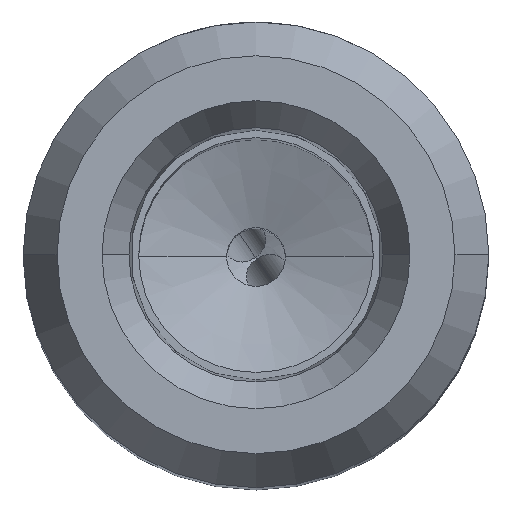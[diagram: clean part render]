
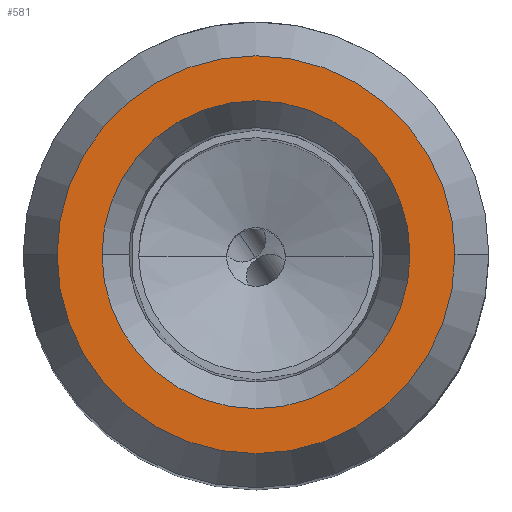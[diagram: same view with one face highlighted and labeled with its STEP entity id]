
A CAD part, top view. The second image highlights one B-rep face of the part: STEP entity #581.
In plain terms, the highlighted planar face has unit normal (0, 0, 1).
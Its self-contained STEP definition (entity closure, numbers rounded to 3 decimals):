
#108=PLANE('',#4090);
#149=FACE_BOUND('',#1047,.T.);
#150=FACE_BOUND('',#1048,.T.);
#581=ADVANCED_FACE('',(#149,#150),#108,.T.);
#1047=EDGE_LOOP('',(#1503,#1504));
#1048=EDGE_LOOP('',(#1505,#1506));
#1261=CIRCLE('',#4084,5.25);
#1262=CIRCLE('',#4086,5.25);
#1263=CIRCLE('',#4088,6.783);
#1264=CIRCLE('',#4089,6.783);
#1503=ORIENTED_EDGE('',*,*,#3109,.T.);
#1504=ORIENTED_EDGE('',*,*,#3110,.T.);
#1505=ORIENTED_EDGE('',*,*,#3111,.T.);
#1506=ORIENTED_EDGE('',*,*,#3112,.T.);
#2657=VERTEX_POINT('',#5409);
#2658=VERTEX_POINT('',#5411);
#2659=VERTEX_POINT('',#5417);
#2660=VERTEX_POINT('',#5418);
#3109=EDGE_CURVE('',#2657,#2658,#1261,.T.);
#3110=EDGE_CURVE('',#2658,#2657,#1262,.T.);
#3111=EDGE_CURVE('',#2659,#2660,#1263,.T.);
#3112=EDGE_CURVE('',#2660,#2659,#1264,.T.);
#4084=AXIS2_PLACEMENT_3D('',#5412,#4521,#4522);
#4086=AXIS2_PLACEMENT_3D('',#5414,#4525,#4526);
#4088=AXIS2_PLACEMENT_3D('',#5416,#4529,#4530);
#4089=AXIS2_PLACEMENT_3D('',#5419,#4531,#4532);
#4090=AXIS2_PLACEMENT_3D('',#5420,#4533,#4534);
#4521=DIRECTION('',(0.,0.,-1.));
#4522=DIRECTION('',(-1.,0.,0.));
#4525=DIRECTION('',(0.,0.,-1.));
#4526=DIRECTION('',(1.,0.,0.));
#4529=DIRECTION('',(0.,0.,1.));
#4530=DIRECTION('',(-1.,0.,0.));
#4531=DIRECTION('',(0.,0.,1.));
#4532=DIRECTION('',(1.,0.,0.));
#4533=DIRECTION('',(0.,0.,1.));
#4534=DIRECTION('',(-1.,0.,0.));
#5409=CARTESIAN_POINT('',(-5.25,0.,24.5));
#5411=CARTESIAN_POINT('',(5.25,0.,24.5));
#5412=CARTESIAN_POINT('',(0.,0.,24.5));
#5414=CARTESIAN_POINT('',(0.,0.,24.5));
#5416=CARTESIAN_POINT('',(0.,0.,24.5));
#5417=CARTESIAN_POINT('',(-6.783,0.,24.5));
#5418=CARTESIAN_POINT('',(6.783,0.,24.5));
#5419=CARTESIAN_POINT('',(0.,0.,24.5));
#5420=CARTESIAN_POINT('',(0.,0.,24.5));
